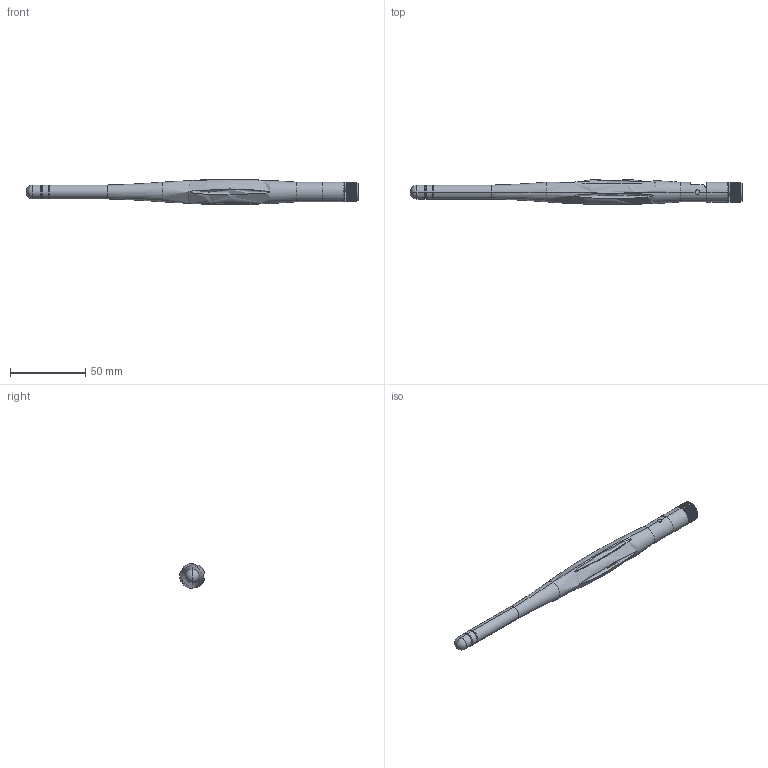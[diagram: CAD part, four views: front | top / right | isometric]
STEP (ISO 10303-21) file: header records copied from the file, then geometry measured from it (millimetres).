
FILE_DESCRIPTION (( 'STEP AP214' ), '1' );
FILE_NAME ('FM51RD1008_3D.step', '2022-12-30T19:46:41', ( '' ), ( '' ), 'SwSTEP 2.0', 'SolidWorks 2022', '' );
FILE_SCHEMA (( 'AUTOMOTIVE_DESIGN' ));
Length unit declared in the file: inch
Products named in the file (3): Body^FM51RD1008; FM51RD1008_3D; HG903RD_SWIVEL SM^FM51RD1008_SMA
Assembly tree (2 placements, depth 2):
  FM51RD1008_3D
    Body^FM51RD1008
    HG903RD_SWIVEL SM^FM51RD1008_SMA
Bounding box: 220.43 x 16.42 x 16.75 mm (x, y, z)
Volume: 27217.1 mm3; surface area: 11582.8 mm2
Topology: 2 solids, 2 shells, 397 faces, 1061 edges, 682 vertices
Faces by surface type: cylinder 201, plane 149, torus 23, cone 22, sphere 2
Entity records: 14174 total; most frequent: CARTESIAN_POINT 3806, DIRECTION 2269, ORIENTED_EDGE 2112, EDGE_CURVE 1056, AXIS2_PLACEMENT_3D 827, VERTEX_POINT 681, LINE 615, VECTOR 615
